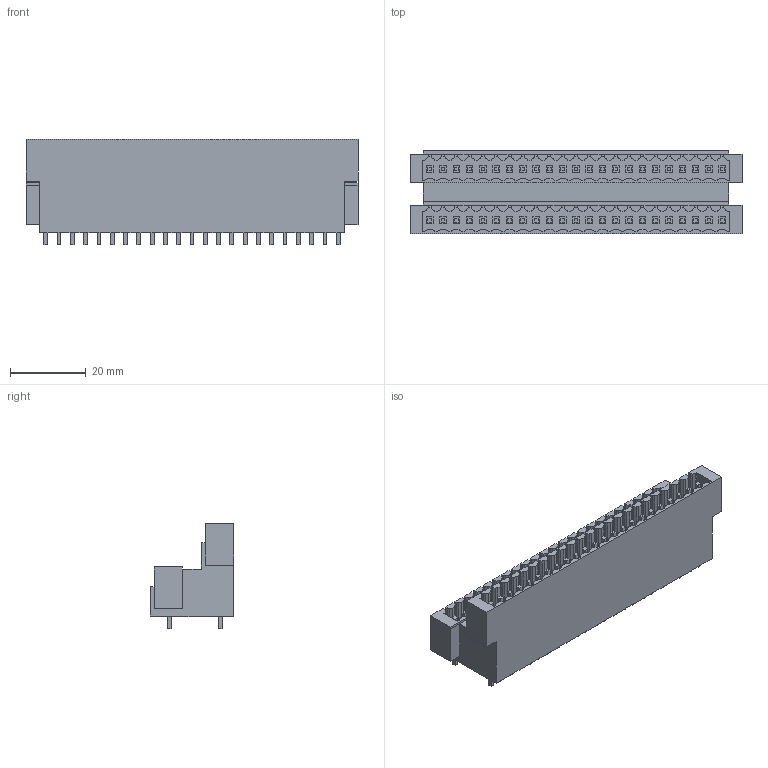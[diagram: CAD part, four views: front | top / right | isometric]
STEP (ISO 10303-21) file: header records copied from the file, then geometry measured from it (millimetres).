
FILE_DESCRIPTION(('CATIA V5 STEP Exchange','CAx-IF Rec.Pracs.--- Model Styling and Organization---1.4--- 2014-01-23'),'2;1');
FILE_NAME ('D1458748_1_1891160000_1891160000.stp','2022-08-10T11:41:26+00:00',('none'),('Weidmueller'),'CATIA Version 5-6 Release 2016 SP3 HF44','CATIA V5 STEP AP214','none');
FILE_SCHEMA(('AUTOMOTIVE_DESIGN { 1 0 10303 214 1 1 1 1 }'));
Length unit declared in the file: millimetre
Products named in the file (1): 1891160000
Bounding box: 87.4 x 22 x 27.77 mm (x, y, z)
Volume: 25035.4 mm3; surface area: 16380.5 mm2
Topology: 47 solids, 49 shells, 1106 faces, 3203 edges, 2241 vertices
Faces by surface type: plane 966, cylinder 140
Entity records: 34083 total; most frequent: ORIENTED_EDGE 6406, CARTESIAN_POINT 6171, DIRECTION 4632, EDGE_CURVE 3203, VECTOR 2923, LINE 2923, VERTEX_POINT 2241, EDGE_LOOP 1152
